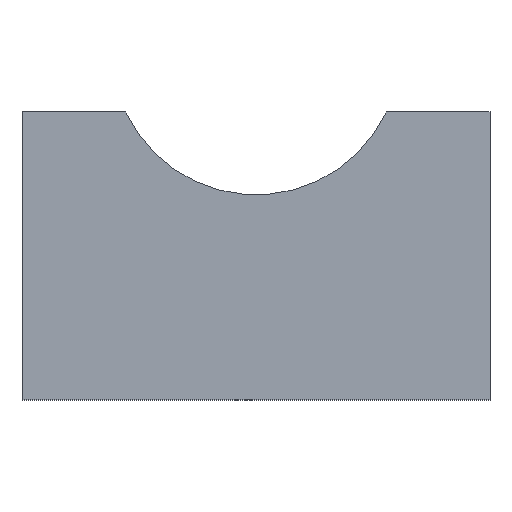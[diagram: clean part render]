
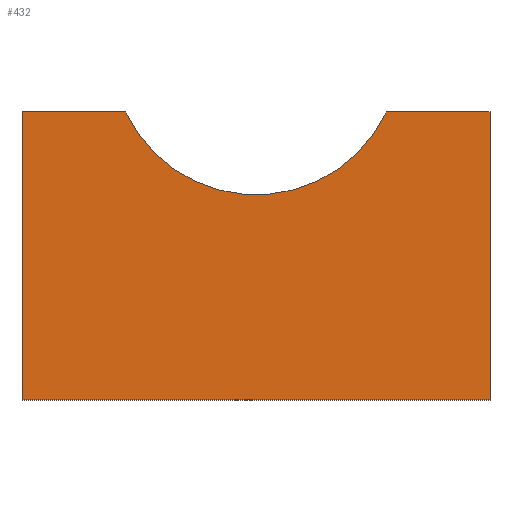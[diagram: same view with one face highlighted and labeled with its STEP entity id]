
A CAD part, front view. The second image highlights one B-rep face of the part: STEP entity #432.
In plain terms, the highlighted planar face has unit normal (0, -1, 0).
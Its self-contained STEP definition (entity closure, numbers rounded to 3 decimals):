
#136 = VERTEX_POINT('',#137);
#137 = CARTESIAN_POINT('',(-6.5,-8.,0.));
#143 = EDGE_CURVE('',#136,#144,#146,.T.);
#144 = VERTEX_POINT('',#145);
#145 = CARTESIAN_POINT('',(6.5,-8.,0.));
#146 = LINE('',#147,#148);
#147 = CARTESIAN_POINT('',(-6.5,-8.,0.));
#148 = VECTOR('',#149,1.);
#149 = DIRECTION('',(1.,0.,0.));
#223 = VERTEX_POINT('',#224);
#224 = CARTESIAN_POINT('',(-3.621,-8.,8.));
#230 = EDGE_CURVE('',#223,#231,#233,.T.);
#231 = VERTEX_POINT('',#232);
#232 = CARTESIAN_POINT('',(-6.5,-8.,8.));
#233 = LINE('',#234,#235);
#234 = CARTESIAN_POINT('',(-3.621,-8.,8.));
#235 = VECTOR('',#236,1.);
#236 = DIRECTION('',(-1.,0.,0.));
#321 = VERTEX_POINT('',#322);
#322 = CARTESIAN_POINT('',(6.5,-8.,8.));
#328 = EDGE_CURVE('',#321,#329,#331,.T.);
#329 = VERTEX_POINT('',#330);
#330 = CARTESIAN_POINT('',(3.621,-8.,8.));
#331 = LINE('',#332,#333);
#332 = CARTESIAN_POINT('',(6.5,-8.,8.));
#333 = VECTOR('',#334,1.);
#334 = DIRECTION('',(-1.,0.,0.));
#351 = EDGE_CURVE('',#223,#329,#352,.T.);
#352 = CIRCLE('',#353,4.);
#353 = AXIS2_PLACEMENT_3D('',#354,#355,#356);
#354 = CARTESIAN_POINT('',(0.,-8.,9.7));
#355 = DIRECTION('',(0.,-1.,0.));
#356 = DIRECTION('',(1.,0.,0.));
#421 = EDGE_CURVE('',#144,#321,#422,.T.);
#422 = LINE('',#423,#424);
#423 = CARTESIAN_POINT('',(6.5,-8.,0.));
#424 = VECTOR('',#425,1.);
#425 = DIRECTION('',(0.,0.,1.));
#432 = ADVANCED_FACE('',(#433),#446,.F.);
#433 = FACE_BOUND('',#434,.T.);
#434 = EDGE_LOOP('',(#435,#441,#442,#443,#444,#445));
#435 = ORIENTED_EDGE('',*,*,#436,.T.);
#436 = EDGE_CURVE('',#231,#136,#437,.T.);
#437 = LINE('',#438,#439);
#438 = CARTESIAN_POINT('',(-6.5,-8.,8.));
#439 = VECTOR('',#440,1.);
#440 = DIRECTION('',(0.,0.,-1.));
#441 = ORIENTED_EDGE('',*,*,#143,.T.);
#442 = ORIENTED_EDGE('',*,*,#421,.T.);
#443 = ORIENTED_EDGE('',*,*,#328,.T.);
#444 = ORIENTED_EDGE('',*,*,#351,.F.);
#445 = ORIENTED_EDGE('',*,*,#230,.T.);
#446 = PLANE('',#447);
#447 = AXIS2_PLACEMENT_3D('',#448,#449,#450);
#448 = CARTESIAN_POINT('',(0.,-8.,3.874));
#449 = DIRECTION('',(0.,1.,0.));
#450 = DIRECTION('',(0.,0.,1.));
